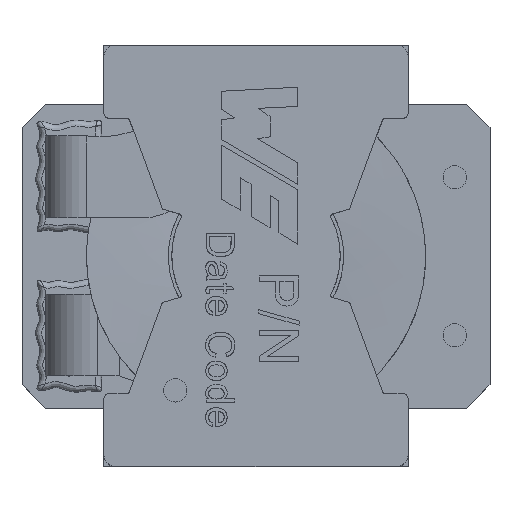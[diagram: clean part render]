
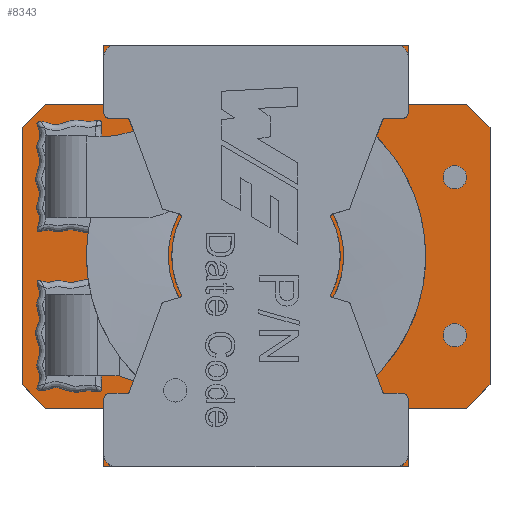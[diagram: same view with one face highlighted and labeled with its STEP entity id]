
A CAD part, top view. The second image highlights one B-rep face of the part: STEP entity #8343.
In plain terms, the highlighted planar face has unit normal (0, 0, 1).
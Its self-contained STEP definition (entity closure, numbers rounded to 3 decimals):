
#604=LINE('',#20252,#1242);
#608=LINE('',#20261,#1246);
#612=LINE('',#20270,#1250);
#616=LINE('',#20279,#1254);
#618=LINE('',#20288,#1256);
#622=LINE('',#20297,#1260);
#625=LINE('',#20303,#1263);
#628=LINE('',#20309,#1266);
#630=LINE('',#20317,#1268);
#634=LINE('',#20326,#1272);
#637=LINE('',#20332,#1275);
#640=LINE('',#20338,#1278);
#644=LINE('',#20346,#1282);
#647=LINE('',#20351,#1285);
#650=LINE('',#20358,#1288);
#652=LINE('',#20362,#1290);
#654=LINE('',#20365,#1292);
#659=LINE('',#20375,#1297);
#661=LINE('',#20379,#1299);
#664=LINE('',#20385,#1302);
#666=LINE('',#20389,#1304);
#668=LINE('',#20392,#1306);
#671=LINE('',#20396,#1309);
#672=LINE('',#20398,#1310);
#1242=VECTOR('',#10524,1000.);
#1246=VECTOR('',#10530,1000.);
#1250=VECTOR('',#10536,1000.);
#1254=VECTOR('',#10542,1000.);
#1256=VECTOR('',#10552,1000.);
#1260=VECTOR('',#10558,1000.);
#1263=VECTOR('',#10563,1000.);
#1266=VECTOR('',#10568,1000.);
#1268=VECTOR('',#10578,1000.);
#1272=VECTOR('',#10584,1000.);
#1275=VECTOR('',#10589,1000.);
#1278=VECTOR('',#10594,1000.);
#1282=VECTOR('',#10600,1000.);
#1285=VECTOR('',#10605,1000.);
#1288=VECTOR('',#10610,1000.);
#1290=VECTOR('',#10614,1000.);
#1292=VECTOR('',#10618,1000.);
#1297=VECTOR('',#10625,1000.);
#1299=VECTOR('',#10629,1000.);
#1302=VECTOR('',#10634,1000.);
#1304=VECTOR('',#10638,1000.);
#1306=VECTOR('',#10642,1000.);
#1309=VECTOR('',#10647,1000.);
#1310=VECTOR('',#10650,1000.);
#3957=ORIENTED_EDGE('',*,*,#5047,.T.);
#3958=ORIENTED_EDGE('',*,*,#5057,.T.);
#3959=ORIENTED_EDGE('',*,*,#5054,.T.);
#3960=ORIENTED_EDGE('',*,*,#5051,.T.);
#3961=ORIENTED_EDGE('',*,*,#5088,.T.);
#3962=ORIENTED_EDGE('',*,*,#5029,.T.);
#3963=ORIENTED_EDGE('',*,*,#5069,.T.);
#3964=ORIENTED_EDGE('',*,*,#5067,.T.);
#3965=ORIENTED_EDGE('',*,*,#5085,.T.);
#3966=ORIENTED_EDGE('',*,*,#5061,.T.);
#3967=ORIENTED_EDGE('',*,*,#5064,.T.);
#3968=ORIENTED_EDGE('',*,*,#5021,.T.);
#3969=ORIENTED_EDGE('',*,*,#5083,.T.);
#3970=ORIENTED_EDGE('',*,*,#5017,.T.);
#3971=ORIENTED_EDGE('',*,*,#5071,.T.);
#3972=ORIENTED_EDGE('',*,*,#5076,.T.);
#3973=ORIENTED_EDGE('',*,*,#5089,.T.);
#3974=ORIENTED_EDGE('',*,*,#5081,.T.);
#3975=ORIENTED_EDGE('',*,*,#5078,.T.);
#3976=ORIENTED_EDGE('',*,*,#5025,.T.);
#3977=ORIENTED_EDGE('',*,*,#5045,.T.);
#3978=ORIENTED_EDGE('',*,*,#5043,.F.);
#3979=ORIENTED_EDGE('',*,*,#5033,.F.);
#3980=ORIENTED_EDGE('',*,*,#5037,.F.);
#3981=ORIENTED_EDGE('',*,*,#5040,.F.);
#3982=ORIENTED_EDGE('',*,*,#5031,.F.);
#5017=EDGE_CURVE('',#5786,#5785,#604,.T.);
#5021=EDGE_CURVE('',#5790,#5789,#608,.T.);
#5025=EDGE_CURVE('',#5794,#5793,#612,.T.);
#5029=EDGE_CURVE('',#5798,#5797,#616,.T.);
#5031=EDGE_CURVE('',#5799,#5799,#5959,.T.);
#5033=EDGE_CURVE('',#5801,#5802,#618,.T.);
#5037=EDGE_CURVE('',#5805,#5801,#622,.T.);
#5040=EDGE_CURVE('',#5807,#5805,#625,.T.);
#5043=EDGE_CURVE('',#5802,#5807,#628,.T.);
#5045=EDGE_CURVE('',#5809,#5809,#5961,.T.);
#5047=EDGE_CURVE('',#5811,#5812,#630,.T.);
#5051=EDGE_CURVE('',#5815,#5811,#634,.T.);
#5054=EDGE_CURVE('',#5817,#5815,#637,.T.);
#5057=EDGE_CURVE('',#5812,#5817,#640,.T.);
#5061=EDGE_CURVE('',#5822,#5821,#644,.T.);
#5064=EDGE_CURVE('',#5821,#5790,#647,.T.);
#5067=EDGE_CURVE('',#5826,#5825,#650,.T.);
#5069=EDGE_CURVE('',#5797,#5826,#652,.T.);
#5071=EDGE_CURVE('',#5785,#5827,#654,.T.);
#5076=EDGE_CURVE('',#5827,#5830,#659,.T.);
#5078=EDGE_CURVE('',#5832,#5794,#661,.T.);
#5081=EDGE_CURVE('',#5834,#5832,#664,.T.);
#5083=EDGE_CURVE('',#5789,#5786,#666,.T.);
#5085=EDGE_CURVE('',#5825,#5822,#668,.T.);
#5088=EDGE_CURVE('',#5793,#5798,#671,.T.);
#5089=EDGE_CURVE('',#5830,#5834,#672,.T.);
#5785=VERTEX_POINT('',#20251);
#5786=VERTEX_POINT('',#20253);
#5789=VERTEX_POINT('',#20260);
#5790=VERTEX_POINT('',#20262);
#5793=VERTEX_POINT('',#20269);
#5794=VERTEX_POINT('',#20271);
#5797=VERTEX_POINT('',#20278);
#5798=VERTEX_POINT('',#20280);
#5799=VERTEX_POINT('',#20284);
#5801=VERTEX_POINT('',#20289);
#5802=VERTEX_POINT('',#20290);
#5805=VERTEX_POINT('',#20298);
#5807=VERTEX_POINT('',#20304);
#5809=VERTEX_POINT('',#20313);
#5811=VERTEX_POINT('',#20318);
#5812=VERTEX_POINT('',#20319);
#5815=VERTEX_POINT('',#20327);
#5817=VERTEX_POINT('',#20333);
#5821=VERTEX_POINT('',#20345);
#5822=VERTEX_POINT('',#20347);
#5825=VERTEX_POINT('',#20357);
#5826=VERTEX_POINT('',#20359);
#5827=VERTEX_POINT('',#20366);
#5830=VERTEX_POINT('',#20374);
#5832=VERTEX_POINT('',#20380);
#5834=VERTEX_POINT('',#20386);
#5959=CIRCLE('',#8928,1.);
#5961=CIRCLE('',#8935,1.);
#6470=EDGE_LOOP('',(#3957,#3958,#3959,#3960));
#6471=EDGE_LOOP('',(#3961,#3962,#3963,#3964,#3965,#3966,#3967,#3968,#3969,
#3970,#3971,#3972,#3973,#3974,#3975,#3976));
#6472=EDGE_LOOP('',(#3977));
#6473=EDGE_LOOP('',(#3978,#3979,#3980,#3981));
#6474=EDGE_LOOP('',(#3982));
#6982=FACE_BOUND('',#6470,.T.);
#6983=FACE_BOUND('',#6471,.T.);
#6984=FACE_BOUND('',#6472,.T.);
#6985=FACE_BOUND('',#6473,.T.);
#6986=FACE_BOUND('',#6474,.T.);
#7320=PLANE('',#8954);
#8343=ADVANCED_FACE('',(#6982,#6983,#6984,#6985,#6986),#7320,.T.);
#8928=AXIS2_PLACEMENT_3D('',#20283,#10546,#10547);
#8935=AXIS2_PLACEMENT_3D('',#20312,#10572,#10573);
#8954=AXIS2_PLACEMENT_3D('',#20401,#10654,#10655);
#10524=DIRECTION('',(-0.707,-0.707,0.));
#10530=DIRECTION('',(-0.707,0.707,0.));
#10536=DIRECTION('',(0.707,-0.707,0.));
#10542=DIRECTION('',(0.707,0.707,0.));
#10546=DIRECTION('',(0.,0.,1.));
#10547=DIRECTION('',(1.,0.,0.));
#10552=DIRECTION('',(1.,0.,0.));
#10558=DIRECTION('',(0.,-1.,0.));
#10563=DIRECTION('',(-1.,0.,0.));
#10568=DIRECTION('',(0.,1.,0.));
#10572=DIRECTION('',(0.,0.,-1.));
#10573=DIRECTION('',(1.,0.,0.));
#10578=DIRECTION('',(-1.,0.,0.));
#10584=DIRECTION('',(0.,-1.,0.));
#10589=DIRECTION('',(1.,0.,0.));
#10594=DIRECTION('',(0.,1.,0.));
#10600=DIRECTION('',(-1.,0.,0.));
#10605=DIRECTION('',(0.,1.,0.));
#10610=DIRECTION('',(1.,0.,0.));
#10614=DIRECTION('',(0.,1.,0.));
#10618=DIRECTION('',(0.,-1.,0.));
#10625=DIRECTION('',(-1.,0.,0.));
#10629=DIRECTION('',(0.,-1.,0.));
#10634=DIRECTION('',(1.,0.,0.));
#10638=DIRECTION('',(-1.,0.,0.));
#10642=DIRECTION('',(0.,1.,0.));
#10647=DIRECTION('',(1.,0.,0.));
#10650=DIRECTION('',(0.,-1.,0.));
#10654=DIRECTION('',(0.,0.,1.));
#10655=DIRECTION('',(1.,0.,0.));
#20251=CARTESIAN_POINT('',(-13.,18.,4.));
#20252=CARTESIAN_POINT('',(-15.5,15.5,4.));
#20253=CARTESIAN_POINT('',(-11.,20.,4.));
#20260=CARTESIAN_POINT('',(11.,20.,4.));
#20261=CARTESIAN_POINT('',(15.5,15.5,4.));
#20262=CARTESIAN_POINT('',(13.,18.,4.));
#20269=CARTESIAN_POINT('',(-11.,-20.,4.));
#20270=CARTESIAN_POINT('',(-15.5,-15.5,4.));
#20271=CARTESIAN_POINT('',(-13.,-18.,4.));
#20278=CARTESIAN_POINT('',(13.,-18.,4.));
#20279=CARTESIAN_POINT('',(15.5,-15.5,4.));
#20280=CARTESIAN_POINT('',(11.,-20.,4.));
#20283=CARTESIAN_POINT('',(6.75,17.,4.));
#20284=CARTESIAN_POINT('',(7.75,17.,4.));
#20288=CARTESIAN_POINT('',(2.75,-18.5,4.));
#20289=CARTESIAN_POINT('',(2.75,-18.5,4.));
#20290=CARTESIAN_POINT('',(10.75,-18.5,4.));
#20297=CARTESIAN_POINT('',(2.75,-15.5,4.));
#20298=CARTESIAN_POINT('',(2.75,-15.5,4.));
#20303=CARTESIAN_POINT('',(10.75,-15.5,4.));
#20304=CARTESIAN_POINT('',(10.75,-15.5,4.));
#20309=CARTESIAN_POINT('',(10.75,-18.5,4.));
#20312=CARTESIAN_POINT('',(-6.75,17.,4.));
#20313=CARTESIAN_POINT('',(-5.75,17.,4.));
#20317=CARTESIAN_POINT('',(-2.75,-18.5,4.));
#20318=CARTESIAN_POINT('',(-2.75,-18.5,4.));
#20319=CARTESIAN_POINT('',(-10.75,-18.5,4.));
#20326=CARTESIAN_POINT('',(-2.75,-15.5,4.));
#20327=CARTESIAN_POINT('',(-2.75,-15.5,4.));
#20332=CARTESIAN_POINT('',(-10.75,-15.5,4.));
#20333=CARTESIAN_POINT('',(-10.75,-15.5,4.));
#20338=CARTESIAN_POINT('',(-10.75,-18.5,4.));
#20345=CARTESIAN_POINT('',(13.,13.,4.));
#20346=CARTESIAN_POINT('',(18.,13.,4.));
#20347=CARTESIAN_POINT('',(18.,13.,4.));
#20351=CARTESIAN_POINT('',(13.,13.,4.));
#20357=CARTESIAN_POINT('',(18.,-13.,4.));
#20358=CARTESIAN_POINT('',(18.,-13.,4.));
#20359=CARTESIAN_POINT('',(13.,-13.,4.));
#20362=CARTESIAN_POINT('',(13.,-20.,4.));
#20365=CARTESIAN_POINT('',(-13.,18.,4.));
#20366=CARTESIAN_POINT('',(-13.,13.,4.));
#20374=CARTESIAN_POINT('',(-18.,13.,4.));
#20375=CARTESIAN_POINT('',(-18.,13.,4.));
#20379=CARTESIAN_POINT('',(-13.,-13.,4.));
#20380=CARTESIAN_POINT('',(-13.,-13.,4.));
#20385=CARTESIAN_POINT('',(-18.,-13.,4.));
#20386=CARTESIAN_POINT('',(-18.,-13.,4.));
#20389=CARTESIAN_POINT('',(18.,20.,4.));
#20392=CARTESIAN_POINT('',(18.,-20.,4.));
#20396=CARTESIAN_POINT('',(-18.,-20.,4.));
#20398=CARTESIAN_POINT('',(-18.,20.,4.));
#20401=CARTESIAN_POINT('',(0.,0.,4.));
